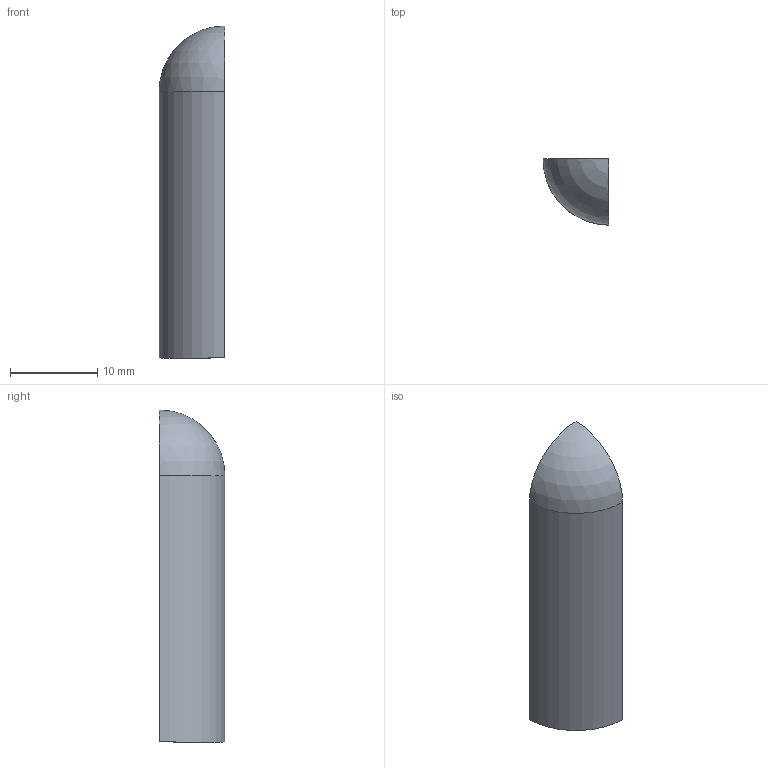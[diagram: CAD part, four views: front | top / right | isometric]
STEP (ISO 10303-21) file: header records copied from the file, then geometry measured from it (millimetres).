
FILE_DESCRIPTION(/* description */ (''),/* implementation_level */ '2;1');
FILE_NAME(/* name */ 'Corner Round.step',/* time_stamp */ '2025-04-23T17:25:58-04:00',/* author */ (''),/* organization */ (''),/* preprocessor_version */ 'ST-DEVELOPER v20.1',/* originating_system */ 'Autodesk Translation Framework v14.4.0.0',/* authorisation */ '');
FILE_SCHEMA (('AUTOMOTIVE_DESIGN { 1 0 10303 214 3 1 1 }'));
Length unit declared in the file: centimetre
Products named in the file (1): Corner Round
Bounding box: 7.57 x 7.57 x 38.1 mm (x, y, z)
Volume: 499.9 mm3; surface area: 935.3 mm2
Topology: 1 solids, 1 shells, 7 faces, 17 edges, 10 vertices
Faces by surface type: plane 3, sphere 2, cylinder 2
Entity records: 237 total; most frequent: DIRECTION 39, CARTESIAN_POINT 33, ORIENTED_EDGE 30, AXIS2_PLACEMENT_3D 16, EDGE_CURVE 15, VERTEX_POINT 10, CIRCLE 8, LINE 7
